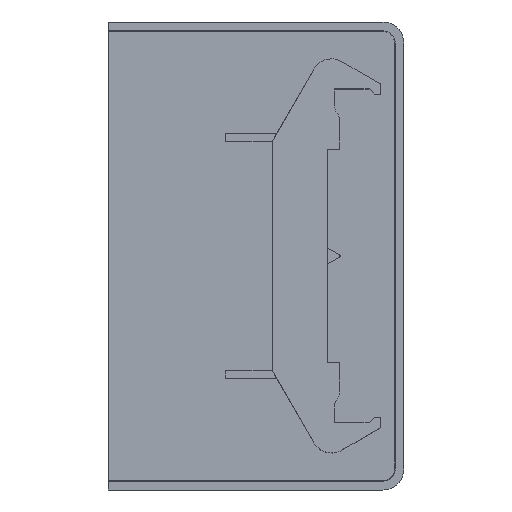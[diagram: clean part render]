
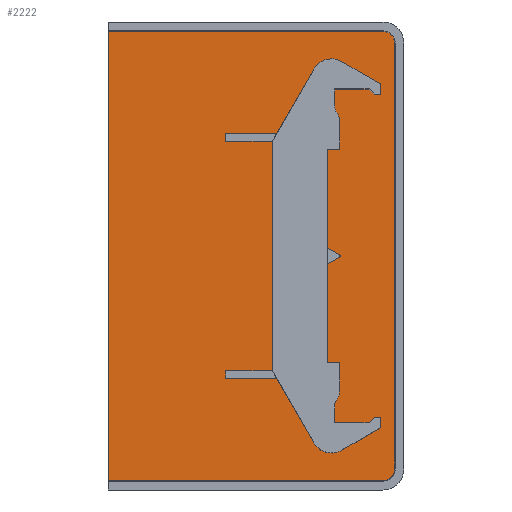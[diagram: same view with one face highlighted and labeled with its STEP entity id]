
A CAD part, top view. The second image highlights one B-rep face of the part: STEP entity #2222.
In plain terms, the highlighted planar face has unit normal (0, 0, 1).
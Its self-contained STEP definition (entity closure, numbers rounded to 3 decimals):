
#182 = VERTEX_POINT ( 'NONE', #1695 ) ;
#238 = VERTEX_POINT ( 'NONE', #368 ) ;
#318 = EDGE_CURVE ( 'NONE', #238, #1511, #2343, .T. ) ;
#328 = DIRECTION ( 'NONE',  ( -1., 0., 0. ) ) ;
#360 = VECTOR ( 'NONE', #328, 1000. ) ;
#368 = CARTESIAN_POINT ( 'NONE',  ( 70.378, 52.3, 0. ) ) ;
#479 = EDGE_CURVE ( 'NONE', #965, #719, #1242, .T. ) ;
#485 = EDGE_LOOP ( 'NONE', ( #1283, #847, #1721, #1951, #2371, #1362 ) ) ;
#557 = VERTEX_POINT ( 'NONE', #626 ) ;
#571 = VECTOR ( 'NONE', #1081, 1000. ) ;
#573 = CARTESIAN_POINT ( 'NONE',  ( 67.5, 52.3, 0. ) ) ;
#594 = LINE ( 'NONE', #941, #571 ) ;
#595 = CARTESIAN_POINT ( 'NONE',  ( 70.378, -52.3, 0. ) ) ;
#626 = CARTESIAN_POINT ( 'NONE',  ( 67.5, -55.178, 0. ) ) ;
#719 = VERTEX_POINT ( 'NONE', #1983 ) ;
#757 = CARTESIAN_POINT ( 'NONE',  ( 0., 0., 0. ) ) ;
#781 = DIRECTION ( 'NONE',  ( 0., 0., -1. ) ) ;
#847 = ORIENTED_EDGE ( 'NONE', *, *, #2739, .F. ) ;
#882 = DIRECTION ( 'NONE',  ( 0., -1., 0. ) ) ;
#895 = CARTESIAN_POINT ( 'NONE',  ( 0., -55.178, 0. ) ) ;
#926 = VECTOR ( 'NONE', #2168, 1000. ) ;
#941 = CARTESIAN_POINT ( 'NONE',  ( 67.5, 55.178, 0. ) ) ;
#965 = VERTEX_POINT ( 'NONE', #895 ) ;
#1000 = CARTESIAN_POINT ( 'NONE',  ( 70.378, 52.3, 0. ) ) ;
#1025 = FACE_OUTER_BOUND ( 'NONE', #485, .T. ) ;
#1081 = DIRECTION ( 'NONE',  ( 1., 0., 0. ) ) ;
#1242 = LINE ( 'NONE', #757, #926 ) ;
#1283 = ORIENTED_EDGE ( 'NONE', *, *, #1729, .F. ) ;
#1362 = ORIENTED_EDGE ( 'NONE', *, *, #479, .F. ) ;
#1465 = PLANE ( 'NONE',  #2106 ) ;
#1511 = VERTEX_POINT ( 'NONE', #595 ) ;
#1627 = DIRECTION ( 'NONE',  ( -1., 0., 0. ) ) ;
#1695 = CARTESIAN_POINT ( 'NONE',  ( 67.5, 55.178, 0. ) ) ;
#1721 = ORIENTED_EDGE ( 'NONE', *, *, #318, .F. ) ;
#1729 = EDGE_CURVE ( 'NONE', #557, #965, #2591, .T. ) ;
#1905 = CARTESIAN_POINT ( 'NONE',  ( 67.5, 52.3, 0. ) ) ;
#1926 = DIRECTION ( 'NONE',  ( 0., 0., -1. ) ) ;
#1943 = CARTESIAN_POINT ( 'NONE',  ( 67.5, -55.178, 0. ) ) ;
#1951 = ORIENTED_EDGE ( 'NONE', *, *, #2803, .F. ) ;
#1956 = DIRECTION ( 'NONE',  ( -1., 0., 0. ) ) ;
#1983 = CARTESIAN_POINT ( 'NONE',  ( 0., 55.178, 0. ) ) ;
#2048 = EDGE_CURVE ( 'NONE', #719, #182, #594, .T. ) ;
#2056 = CARTESIAN_POINT ( 'NONE',  ( 67.5, -52.3, 0. ) ) ;
#2106 = AXIS2_PLACEMENT_3D ( 'NONE', #573, #781, #2180 ) ;
#2168 = DIRECTION ( 'NONE',  ( 0., 1., 0. ) ) ;
#2180 = DIRECTION ( 'NONE',  ( -1., 0., 0. ) ) ;
#2222 = ADVANCED_FACE ( 'NONE', ( #1025 ), #1465, .F. ) ;
#2245 = CIRCLE ( 'NONE', #2504, 2.878 ) ;
#2343 = LINE ( 'NONE', #1000, #2672 ) ;
#2371 = ORIENTED_EDGE ( 'NONE', *, *, #2048, .F. ) ;
#2460 = AXIS2_PLACEMENT_3D ( 'NONE', #2056, #2863, #1627 ) ;
#2504 = AXIS2_PLACEMENT_3D ( 'NONE', #1905, #1926, #1956 ) ;
#2591 = LINE ( 'NONE', #1943, #360 ) ;
#2657 = CIRCLE ( 'NONE', #2460, 2.878 ) ;
#2672 = VECTOR ( 'NONE', #882, 1000. ) ;
#2739 = EDGE_CURVE ( 'NONE', #1511, #557, #2657, .T. ) ;
#2803 = EDGE_CURVE ( 'NONE', #182, #238, #2245, .T. ) ;
#2863 = DIRECTION ( 'NONE',  ( 0., 0., -1. ) ) ;
